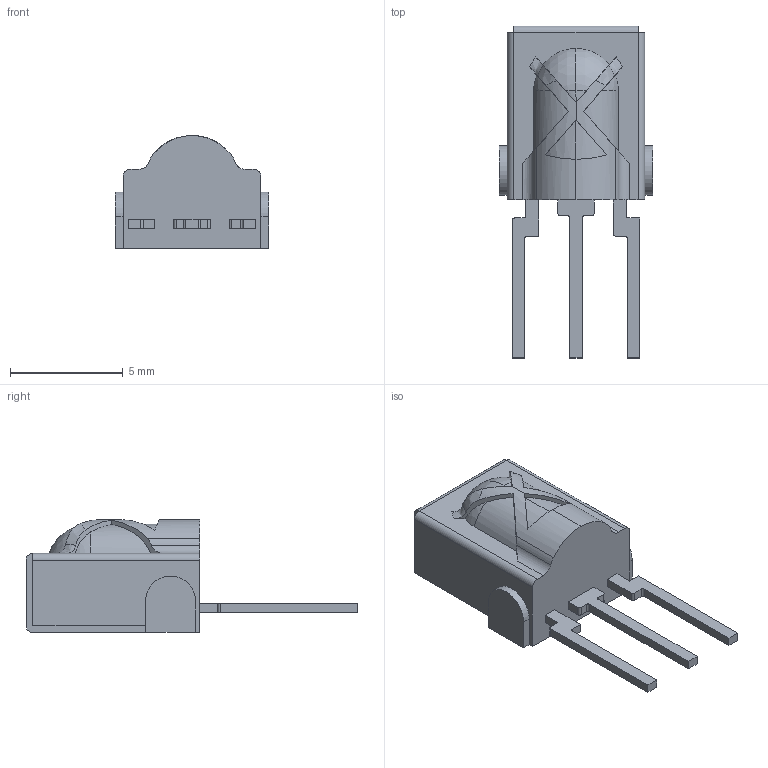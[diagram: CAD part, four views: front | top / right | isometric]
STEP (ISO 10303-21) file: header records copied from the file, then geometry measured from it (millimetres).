
FILE_DESCRIPTION (( 'STEP AP214' ), '1' );
FILE_NAME ('VS1383B.STEP', '2022-07-31T17:16:34', ( '' ), ( '' ), 'SwSTEP 2.0', 'SolidWorks 2022', '' );
FILE_SCHEMA (( 'AUTOMOTIVE_DESIGN' ));
Length unit declared in the file: millimetre
Products named in the file (1): VS1383B
Bounding box: 6.8 x 14.7 x 5 mm (x, y, z)
Volume: 195.6 mm3; surface area: 255.5 mm2
Topology: 1 solids, 1 shells, 199 faces, 540 edges, 357 vertices
Faces by surface type: plane 99, bspline 69, cylinder 27, sphere 4
Entity records: 10962 total; most frequent: CARTESIAN_POINT 5136, ORIENTED_EDGE 1080, DIRECTION 681, EDGE_CURVE 540, VERTEX_POINT 357, VECTOR 325, LINE 325, EDGE_LOOP 213
